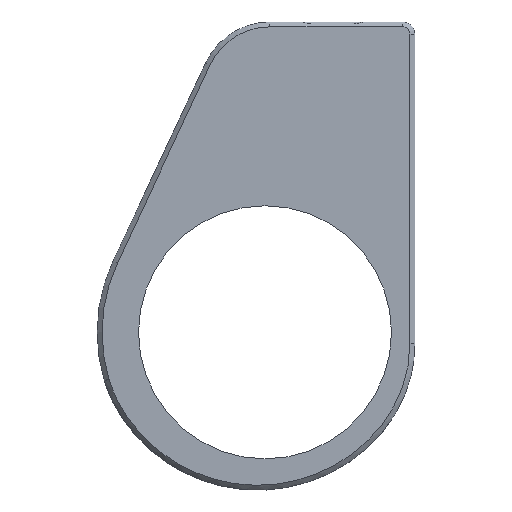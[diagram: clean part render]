
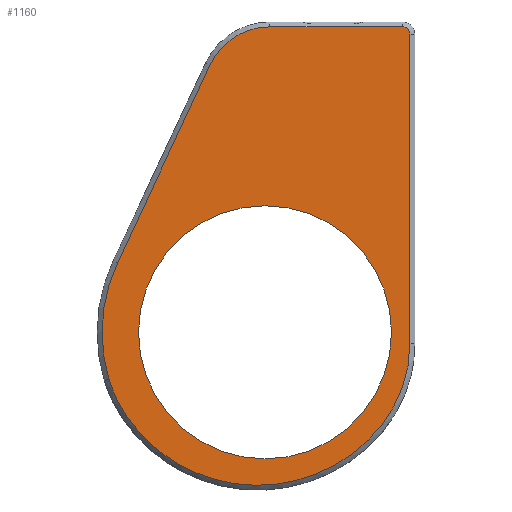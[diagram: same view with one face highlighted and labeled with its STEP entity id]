
A CAD part, top view. The second image highlights one B-rep face of the part: STEP entity #1160.
In plain terms, the highlighted planar face has unit normal (0, 0, 1).
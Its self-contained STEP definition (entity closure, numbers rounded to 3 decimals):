
#19=FACE_BOUND('',#191,.T.);
#57=CIRCLE('',#1235,26.8);
#60=CIRCLE('',#1241,1.2);
#61=CIRCLE('',#1244,10.8);
#64=CIRCLE('',#1252,20.808);
#93=B_SPLINE_CURVE_WITH_KNOTS('',3,(#2009,#2010,#2011,#2012,#2013,#2014,
#2015,#2016,#2017,#2018),.UNSPECIFIED.,.F.,.F.,(4,1,1,1,1,1,1,4),(0.,
0.143,0.285,0.428,0.571,
0.714,0.856,0.999),.UNSPECIFIED.);
#126=FACE_OUTER_BOUND('',#190,.T.);
#190=EDGE_LOOP('',(#900,#901,#902,#903,#904,#905,#906,#907));
#191=EDGE_LOOP('',(#908));
#287=LINE('',#2024,#407);
#291=LINE('',#2035,#411);
#294=LINE('',#2041,#414);
#299=LINE('',#2059,#419);
#407=VECTOR('',#1408,10.);
#411=VECTOR('',#1420,10.);
#414=VECTOR('',#1425,10.);
#419=VECTOR('',#1438,10.);
#526=VERTEX_POINT('',#1990);
#529=VERTEX_POINT('',#2007);
#531=VERTEX_POINT('',#2021);
#532=VERTEX_POINT('',#2023);
#535=VERTEX_POINT('',#2030);
#537=VERTEX_POINT('',#2039);
#539=VERTEX_POINT('',#2046);
#543=VERTEX_POINT('',#2057);
#546=VERTEX_POINT('',#2122);
#651=EDGE_CURVE('',#529,#526,#93,.T.);
#653=EDGE_CURVE('',#531,#532,#287,.T.);
#657=EDGE_CURVE('',#535,#531,#57,.T.);
#659=EDGE_CURVE('',#526,#535,#291,.T.);
#662=EDGE_CURVE('',#537,#529,#294,.T.);
#666=EDGE_CURVE('',#539,#537,#60,.T.);
#670=EDGE_CURVE('',#543,#539,#299,.T.);
#674=EDGE_CURVE('',#532,#543,#61,.T.);
#683=EDGE_CURVE('',#546,#546,#64,.T.);
#900=ORIENTED_EDGE('',*,*,#653,.F.);
#901=ORIENTED_EDGE('',*,*,#657,.F.);
#902=ORIENTED_EDGE('',*,*,#659,.F.);
#903=ORIENTED_EDGE('',*,*,#651,.F.);
#904=ORIENTED_EDGE('',*,*,#662,.F.);
#905=ORIENTED_EDGE('',*,*,#666,.F.);
#906=ORIENTED_EDGE('',*,*,#670,.F.);
#907=ORIENTED_EDGE('',*,*,#674,.F.);
#908=ORIENTED_EDGE('',*,*,#683,.T.);
#1115=PLANE('',#1251);
#1160=ADVANCED_FACE('',(#126,#19),#1115,.T.);
#1235=AXIS2_PLACEMENT_3D('',#2032,#1414,#1415);
#1241=AXIS2_PLACEMENT_3D('',#2048,#1432,#1433);
#1244=AXIS2_PLACEMENT_3D('',#2068,#1443,#1444);
#1251=AXIS2_PLACEMENT_3D('',#2121,#1463,#1464);
#1252=AXIS2_PLACEMENT_3D('',#2123,#1465,#1466);
#1408=DIRECTION('',(0.424,0.906,0.));
#1414=DIRECTION('center_axis',(0.,0.,-1.));
#1415=DIRECTION('ref_axis',(-0.906,0.424,0.));
#1420=DIRECTION('',(-0.288,0.958,0.));
#1425=DIRECTION('',(0.,-1.,0.));
#1432=DIRECTION('center_axis',(0.,0.,-1.));
#1433=DIRECTION('ref_axis',(0.707,0.707,0.));
#1438=DIRECTION('',(1.,0.,0.));
#1443=DIRECTION('center_axis',(0.,0.,-1.));
#1444=DIRECTION('ref_axis',(0.,1.,0.));
#1463=DIRECTION('center_axis',(0.,0.,1.));
#1464=DIRECTION('ref_axis',(-1.,0.,0.));
#1465=DIRECTION('center_axis',(0.,0.,-1.));
#1466=DIRECTION('ref_axis',(1.,0.,0.));
#1990=CARTESIAN_POINT('',(-26.214,59.535,7.5));
#2007=CARTESIAN_POINT('',(23.273,65.521,7.5));
#2009=CARTESIAN_POINT('Ctrl Pts',(23.273,65.521,7.5));
#2010=CARTESIAN_POINT('Ctrl Pts',(23.273,61.81,7.5));
#2011=CARTESIAN_POINT('Ctrl Pts',(21.468,54.9,7.5));
#2012=CARTESIAN_POINT('Ctrl Pts',(14.163,46.65,7.5));
#2013=CARTESIAN_POINT('Ctrl Pts',(4.136,42.075,7.5));
#2014=CARTESIAN_POINT('Ctrl Pts',(-6.509,41.897,7.5));
#2015=CARTESIAN_POINT('Ctrl Pts',(-15.955,45.631,7.5));
#2016=CARTESIAN_POINT('Ctrl Pts',(-22.894,52.094,7.5));
#2017=CARTESIAN_POINT('Ctrl Pts',(-25.463,57.054,7.5));
#2018=CARTESIAN_POINT('Ctrl Pts',(-26.214,59.535,7.5));
#2021=CARTESIAN_POINT('',(-24.842,78.665,7.5));
#2023=CARTESIAN_POINT('',(-9.568,111.318,7.5));
#2024=CARTESIAN_POINT('',(-22.584,83.491,7.5));
#2030=CARTESIAN_POINT('',(-26.228,59.585,7.5));
#2032=CARTESIAN_POINT('Origin',(-0.566,67.31,7.5));
#2035=CARTESIAN_POINT('',(-28.002,65.475,7.5));
#2039=CARTESIAN_POINT('',(23.273,116.343,7.5));
#2041=CARTESIAN_POINT('',(23.273,99.055,7.5));
#2046=CARTESIAN_POINT('',(22.073,117.543,7.5));
#2048=CARTESIAN_POINT('Origin',(22.073,116.343,7.5));
#2057=CARTESIAN_POINT('',(0.214,117.543,7.5));
#2059=CARTESIAN_POINT('',(-0.916,117.543,7.5));
#2068=CARTESIAN_POINT('Origin',(0.214,106.743,7.5));
#2121=CARTESIAN_POINT('Origin',(-2.047,79.767,7.5));
#2122=CARTESIAN_POINT('',(-21.374,67.31,7.5));
#2123=CARTESIAN_POINT('Origin',(-0.566,67.31,7.5));
